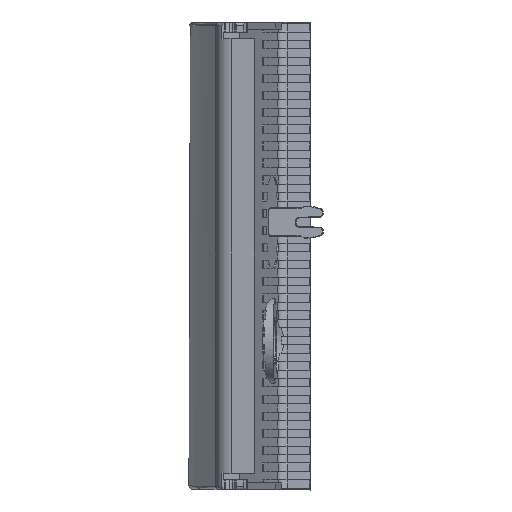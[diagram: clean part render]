
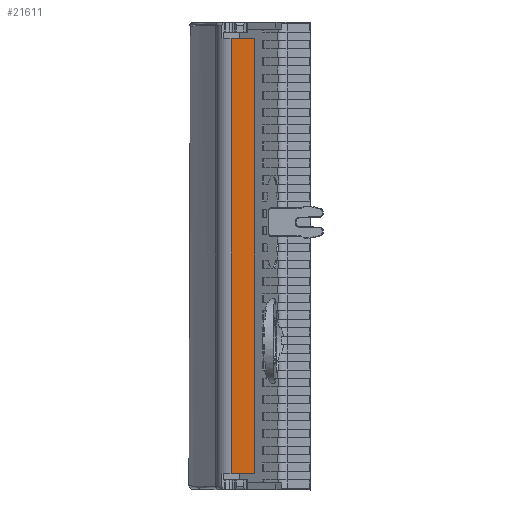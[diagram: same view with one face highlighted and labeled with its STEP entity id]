
A CAD part, left-side view. The second image highlights one B-rep face of the part: STEP entity #21611.
In plain terms, the highlighted face is planar.
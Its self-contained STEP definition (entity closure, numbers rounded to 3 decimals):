
#6126=DIRECTION('',(0.,0.,-1.));
#6127=VECTOR('',#6126,128.47);
#6128=CARTESIAN_POINT('',(195.5,0.,64.235));
#6129=LINE('',#6128,#6127);
#6140=DIRECTION('',(0.,0.,1.));
#6141=VECTOR('',#6140,128.47);
#6142=CARTESIAN_POINT('',(195.321,6.846,-64.235));
#6143=LINE('',#6142,#6141);
#6226=DIRECTION('',(0.026,-1.,0.));
#6227=VECTOR('',#6226,6.848);
#6228=CARTESIAN_POINT('',(195.321,6.846,64.235));
#6229=LINE('',#6228,#6227);
#11505=DIRECTION('',(-0.026,1.,0.));
#11506=VECTOR('',#11505,6.848);
#11507=CARTESIAN_POINT('',(195.5,0.,-64.235));
#11508=LINE('',#11507,#11506);
#14916=CARTESIAN_POINT('',(195.5,0.,64.235));
#14917=CARTESIAN_POINT('',(195.5,0.,-64.235));
#14918=VERTEX_POINT('',#14916);
#14919=VERTEX_POINT('',#14917);
#14920=CARTESIAN_POINT('',(195.321,6.846,-64.235));
#14921=CARTESIAN_POINT('',(195.321,6.846,64.235));
#14922=VERTEX_POINT('',#14920);
#14923=VERTEX_POINT('',#14921);
#21597=CARTESIAN_POINT('',(195.5,0.,69.235));
#21598=DIRECTION('',(-1.,-0.026,0.));
#21599=DIRECTION('',(0.026,-1.,0.));
#21600=AXIS2_PLACEMENT_3D('',#21597,#21598,#21599);
#21601=PLANE('',#21600);
#21603=ORIENTED_EDGE('',*,*,#21602,.F.);
#21605=ORIENTED_EDGE('',*,*,#21604,.F.);
#21606=ORIENTED_EDGE('',*,*,#21580,.F.);
#21608=ORIENTED_EDGE('',*,*,#21607,.F.);
#21609=EDGE_LOOP('',(#21603,#21605,#21606,#21608));
#21610=FACE_OUTER_BOUND('',#21609,.F.);
#21580=EDGE_CURVE('',#14918,#14919,#6129,.T.);
#21602=EDGE_CURVE('',#14922,#14923,#6143,.T.);
#21604=EDGE_CURVE('',#14919,#14922,#11508,.T.);
#21607=EDGE_CURVE('',#14923,#14918,#6229,.T.);
#21611=ADVANCED_FACE('',(#21610),#21601,.F.);
